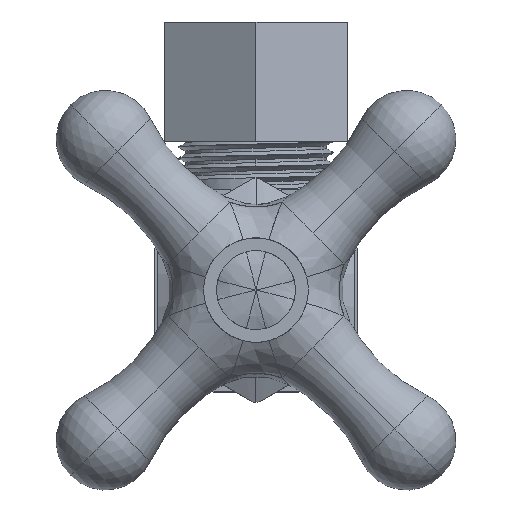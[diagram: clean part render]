
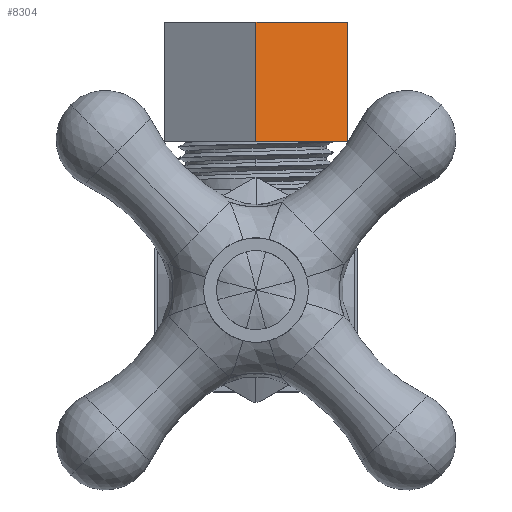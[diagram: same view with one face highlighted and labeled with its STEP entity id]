
A CAD part, top view. The second image highlights one B-rep face of the part: STEP entity #8304.
In plain terms, the highlighted planar face has unit normal (0.5, 0, 0.866).
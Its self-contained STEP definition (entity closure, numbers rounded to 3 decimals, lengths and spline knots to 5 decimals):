
#6368=DIRECTION('',(-0.866,0.,0.5));
#6369=VECTOR('',#6368,0.46881);
#6370=CARTESIAN_POINT('',(0.406,0.6625,0.4844));
#6371=LINE('',#6370,#6369);
#6407=DIRECTION('',(-0.866,0.,0.5));
#6408=VECTOR('',#6407,0.46881);
#6409=CARTESIAN_POINT('',(0.406,1.1925,0.4844));
#6410=LINE('',#6409,#6408);
#6445=DIRECTION('',(0.,-1.,0.));
#6446=VECTOR('',#6445,0.53);
#6447=CARTESIAN_POINT('',(0.406,1.1925,0.4844));
#6448=LINE('',#6447,#6446);
#6449=DIRECTION('',(0.,-1.,0.));
#6450=VECTOR('',#6449,0.53);
#6451=CARTESIAN_POINT('',(0.,1.1925,0.71881));
#6452=LINE('',#6451,#6450);
#8018=CARTESIAN_POINT('',(0.,1.1925,0.71881));
#8019=VERTEX_POINT('',#8018);
#8022=CARTESIAN_POINT('',(0.406,1.1925,0.4844));
#8023=CARTESIAN_POINT('',(0.406,0.6625,0.4844));
#8024=VERTEX_POINT('',#8022);
#8025=VERTEX_POINT('',#8023);
#8028=CARTESIAN_POINT('',(0.,0.6625,0.71881));
#8029=VERTEX_POINT('',#8028);
#8292=CARTESIAN_POINT('',(0.203,0.9275,0.60161));
#8293=DIRECTION('',(0.5,0.,0.866));
#8294=DIRECTION('',(-0.866,0.,0.5));
#8295=AXIS2_PLACEMENT_3D('',#8292,#8293,#8294);
#8296=PLANE('',#8295);
#8297=ORIENTED_EDGE('',*,*,#8262,.F.);
#8298=ORIENTED_EDGE('',*,*,#8287,.T.);
#8299=ORIENTED_EDGE('',*,*,#8223,.T.);
#8301=ORIENTED_EDGE('',*,*,#8300,.F.);
#8302=EDGE_LOOP('',(#8297,#8298,#8299,#8301));
#8303=FACE_OUTER_BOUND('',#8302,.F.);
#8304=ADVANCED_FACE('',(#8303),#8296,.T.);
#8223=EDGE_CURVE('',#8025,#8029,#6371,.T.);
#8262=EDGE_CURVE('',#8024,#8019,#6410,.T.);
#8287=EDGE_CURVE('',#8024,#8025,#6448,.T.);
#8300=EDGE_CURVE('',#8019,#8029,#6452,.T.);
